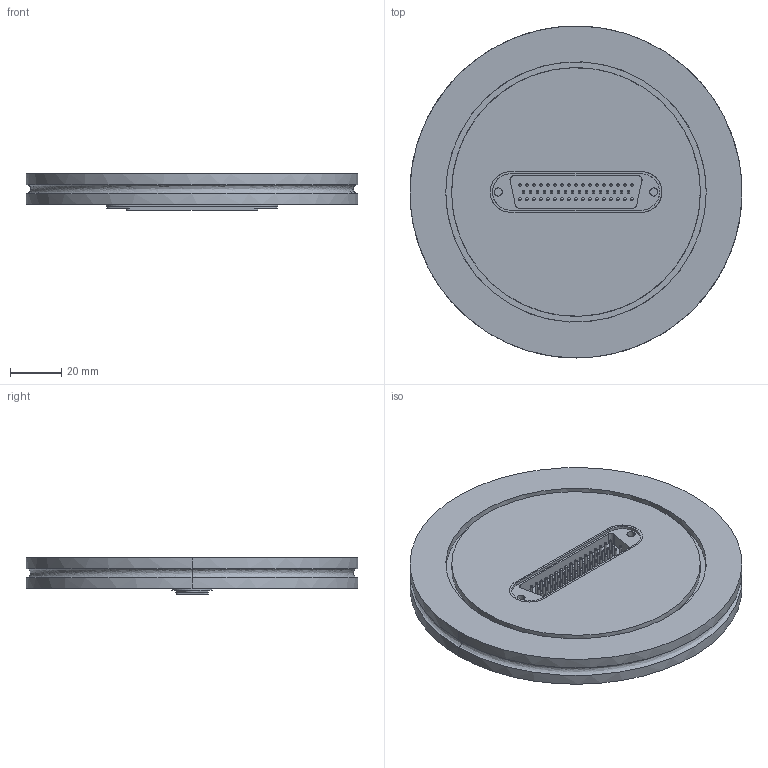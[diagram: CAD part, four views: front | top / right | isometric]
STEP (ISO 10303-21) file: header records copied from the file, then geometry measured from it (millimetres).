
FILE_DESCRIPTION (( 'STEP AP214' ), '1' );
FILE_NAME ('320XSD100-25.stp', '2014-02-24T07:18:15', ( '' ), ( '' ), 'SwSTEP 2.0', 'SolidWorks 2013', '' );
FILE_SCHEMA (( 'AUTOMOTIVE_DESIGN' ));
Length unit declared in the file: inch
Products named in the file (1): 320XSD100-25
Bounding box: 130.05 x 130.05 x 14.25 mm (x, y, z)
Volume: 145885.9 mm3; surface area: 38972 mm2
Topology: 1 solids, 1 shells, 598 faces, 1244 edges, 762 vertices
Faces by surface type: cylinder 254, bspline 202, plane 142
Entity records: 22918 total; most frequent: CARTESIAN_POINT 11808, ORIENTED_EDGE 2488, DIRECTION 1967, EDGE_CURVE 1244, AXIS2_PLACEMENT_3D 824, VERTEX_POINT 762, EDGE_LOOP 712, ADVANCED_FACE 598
